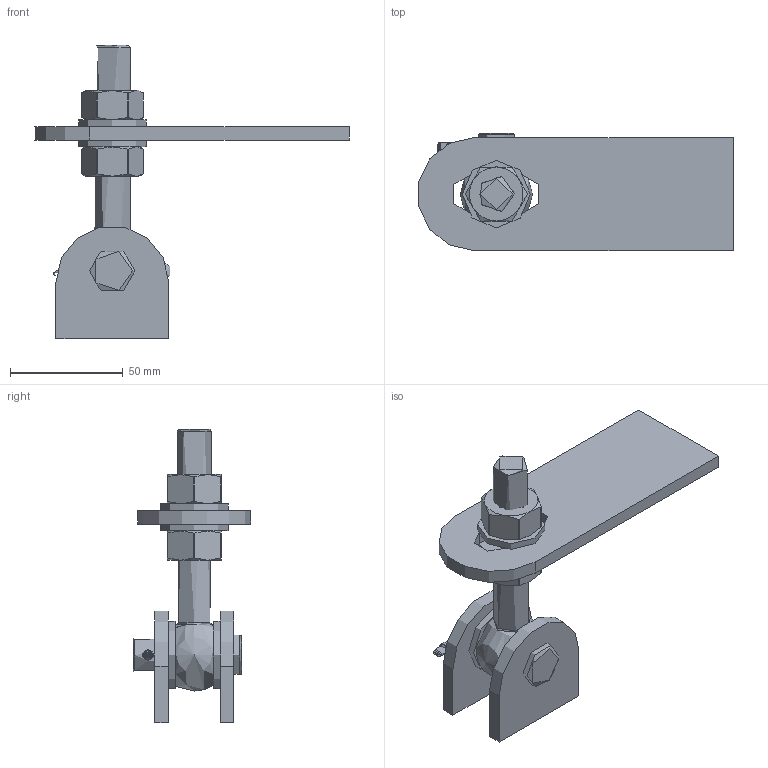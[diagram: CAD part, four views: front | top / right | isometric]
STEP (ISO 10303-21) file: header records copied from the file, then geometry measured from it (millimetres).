
FILE_DESCRIPTION (( 'STEP AP203' ), '1' );
FILE_NAME ('121-M16-V4A.step', '2021-08-25T12:22:19', ( '' ), ( '' ), 'SwSTEP 2.0', 'SolidWorks 2018', '' );
FILE_SCHEMA (( 'CONFIG_CONTROL_DESIGN' ));
Length unit declared in the file: millimetre
Products named in the file (22): 121-MXX-XXX Teil3; 121-MXX-XXX Teil2; Splint DIN94 - ISO 1234 Konfig_DIN 94 5x40; 121-M16-V4A; 121-MXX-XXX Teil5; Splint DIN94 - ISO 1234 Konfig; 121-MXX-XXX Teil1_121-M16-V4A Teil1; 121-MXX-XXX Teil3_121-M16-V4A Teil3; DIN 934 M4-M20; 121-MXX-XXX Teil4_121-M16-V4A Teil4; 121-MXX-XXX Teil4; 121-MXX-XXX Teil1; DIN 934 M4-M20_DIN 934 M16; 121-MXX-XXX Teil2_121-M16-V4A Teil2; 121-MXX-XXX Teil5_121-M16-V4A Teil5
Assembly tree (14 placements, depth 2):
  121-MXX-XXX Teil3
  121-MXX-XXX Teil2
  121-M16-V4A
    DIN 934 M4-M20
    DIN 934 M4-M20
  121-MXX-XXX Teil5
  Splint DIN94 - ISO 1234 Konfig
Bounding box: 139.37 x 52 x 130 mm (x, y, z)
Volume: 112286.2 mm3; surface area: 48142.6 mm2
Topology: 12 solids, 12 shells, 625 faces, 1615 edges, 1070 vertices
Faces by surface type: plane 382, bspline 166, cylinder 41, cone 31, torus 4, sphere 1
Full cylindrical faces by diameter (mm): 5 x1, 14 x2, 16 x2, 16.2 x3, 17 x4, 20 x1, 30 x4
Entity records: 28936 total; most frequent: CARTESIAN_POINT 13730, ORIENTED_EDGE 3004, DIRECTION 2050, EDGE_CURVE 1502, LINE 1058, VECTOR 1058, VERTEX_POINT 1004, EDGE_LOOP 668
